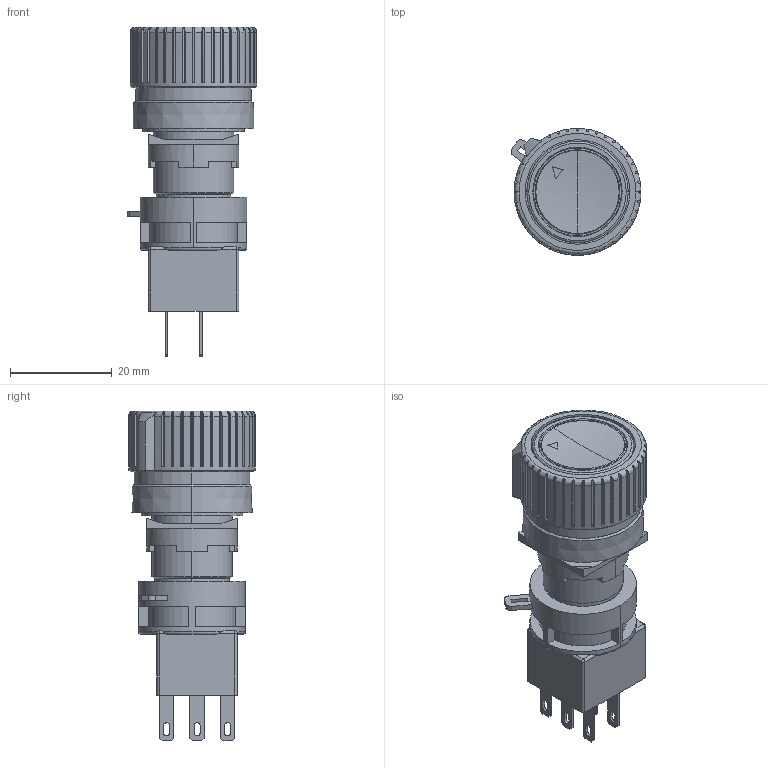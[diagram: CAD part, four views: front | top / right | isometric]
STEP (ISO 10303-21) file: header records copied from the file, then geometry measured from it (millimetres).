
FILE_DESCRIPTION (( 'STEP AP214' ), '1' );
FILE_NAME ('57_HA1R-[2][3]C2$.STEP', '2020-10-28T02:14:29', ( 'IDEC' ), ( 'IDEC' ), 'SwSTEP 2.0', 'SolidWorks 2019', '' );
FILE_SCHEMA (( 'AUTOMOTIVE_DESIGN' ));
Length unit declared in the file: millimetre
Products named in the file (4): HA-C2; 57_HA1R-[2][3]C2$; HA1R-BODY; 16-NUT-SET
Assembly tree (3 placements, depth 2):
  57_HA1R-[2][3]C2$
    HA1R-BODY
    HA-C2
    16-NUT-SET
Bounding box: 25.59 x 25 x 65 mm (x, y, z)
Volume: 18813.5 mm3; surface area: 8391.2 mm2
Topology: 3 solids, 3 shells, 401 faces, 1104 edges, 724 vertices
Faces by surface type: plane 259, cylinder 106, cone 19, bspline 15, torus 2
Entity records: 14589 total; most frequent: CARTESIAN_POINT 3944, ORIENTED_EDGE 2196, DIRECTION 1998, EDGE_CURVE 1098, VERTEX_POINT 724, AXIS2_PLACEMENT_3D 690, LINE 618, VECTOR 618
